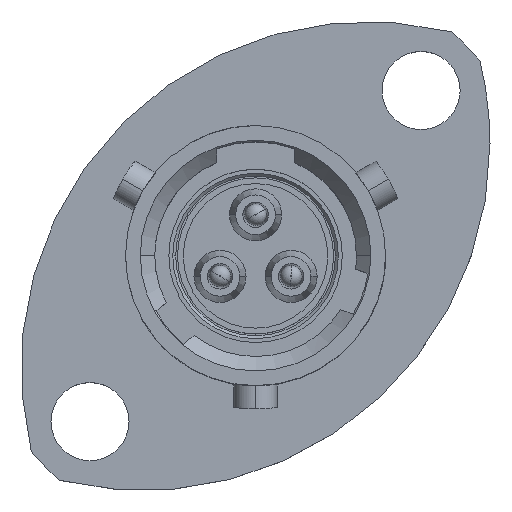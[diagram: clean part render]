
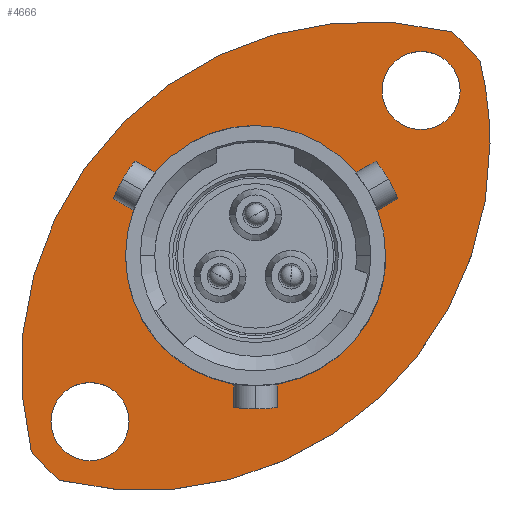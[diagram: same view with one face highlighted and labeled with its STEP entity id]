
A CAD part, top view. The second image highlights one B-rep face of the part: STEP entity #4666.
In plain terms, the highlighted planar face has unit normal (0, 0, 1).
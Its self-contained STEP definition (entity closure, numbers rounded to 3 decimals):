
#160 = FACE_OUTER_BOUND ( 'NONE', #10788, .T. ) ;
#267 = AXIS2_PLACEMENT_3D ( 'NONE', #10343, #4678, #11292 ) ;
#368 = DIRECTION ( 'NONE',  ( 1., 0., 0. ) ) ;
#571 = DIRECTION ( 'NONE',  ( 0., 0., -1. ) ) ;
#637 = DIRECTION ( 'NONE',  ( 1., 0., 0. ) ) ;
#690 = CARTESIAN_POINT ( 'NONE',  ( 4.378, 5.728, -9. ) ) ;
#813 = VERTEX_POINT ( 'NONE', #10728 ) ;
#1030 = EDGE_CURVE ( 'NONE', #7683, #813, #3763, .T. ) ;
#1217 = ORIENTED_EDGE ( 'NONE', *, *, #9887, .F. ) ;
#1452 = VERTEX_POINT ( 'NONE', #690 ) ;
#1768 = CARTESIAN_POINT ( 'NONE',  ( -5.728, -5.728, -9. ) ) ;
#1950 = VERTEX_POINT ( 'NONE', #5454 ) ;
#1952 = EDGE_CURVE ( 'NONE', #5348, #4290, #3665, .T. ) ;
#2037 = EDGE_CURVE ( 'NONE', #3485, #9956, #8868, .T. ) ;
#2088 = CARTESIAN_POINT ( 'NONE',  ( 8.111, 3.889, -9. ) ) ;
#2165 = AXIS2_PLACEMENT_3D ( 'NONE', #2734, #9416, #3690 ) ;
#2505 = ORIENTED_EDGE ( 'NONE', *, *, #9176, .T. ) ;
#2598 = CARTESIAN_POINT ( 'NONE',  ( -6.774, -7.759, -9. ) ) ;
#2708 = CIRCLE ( 'NONE', #3071, 12. ) ;
#2728 = ORIENTED_EDGE ( 'NONE', *, *, #2037, .F. ) ;
#2734 = CARTESIAN_POINT ( 'NONE',  ( 5.728, 5.728, -9. ) ) ;
#2749 = DIRECTION ( 'NONE',  ( 1., 0., 0. ) ) ;
#2761 = FACE_BOUND ( 'NONE', #6790, .T. ) ;
#3071 = AXIS2_PLACEMENT_3D ( 'NONE', #6378, #571, #7333 ) ;
#3101 = CARTESIAN_POINT ( 'NONE',  ( 4.5, 0., -9. ) ) ;
#3482 = CARTESIAN_POINT ( 'NONE',  ( 0., 0., -9. ) ) ;
#3485 = VERTEX_POINT ( 'NONE', #3101 ) ;
#3523 = DIRECTION ( 'NONE',  ( 0., 0., 1. ) ) ;
#3665 = CIRCLE ( 'NONE', #5068, 12. ) ;
#3674 = VERTEX_POINT ( 'NONE', #2598 ) ;
#3690 = DIRECTION ( 'NONE',  ( 1., 0., 0. ) ) ;
#3763 = CIRCLE ( 'NONE', #5673, 1.35 ) ;
#3794 = CIRCLE ( 'NONE', #2165, 1.35 ) ;
#3960 = AXIS2_PLACEMENT_3D ( 'NONE', #11819, #6171, #368 ) ;
#4102 = AXIS2_PLACEMENT_3D ( 'NONE', #9247, #3523, #10189 ) ;
#4185 = CARTESIAN_POINT ( 'NONE',  ( 7.078, 5.728, -9. ) ) ;
#4290 = VERTEX_POINT ( 'NONE', #9441 ) ;
#4472 = DIRECTION ( 'NONE',  ( 1., 0., 0. ) ) ;
#4490 = CARTESIAN_POINT ( 'NONE',  ( 0., 4.5, -9. ) ) ;
#4512 = CARTESIAN_POINT ( 'NONE',  ( 3.889, -3.889, -9. ) ) ;
#4666 = ADVANCED_FACE ( 'NONE', ( #2761, #10049, #5027, #160 ), #11061, .F. ) ;
#4678 = DIRECTION ( 'NONE',  ( 0., 0., 1. ) ) ;
#4698 = AXIS2_PLACEMENT_3D ( 'NONE', #5391, #11990, #6347 ) ;
#5027 = FACE_BOUND ( 'NONE', #9772, .T. ) ;
#5068 = AXIS2_PLACEMENT_3D ( 'NONE', #4512, #11128, #5494 ) ;
#5348 = VERTEX_POINT ( 'NONE', #9535 ) ;
#5391 = CARTESIAN_POINT ( 'NONE',  ( -5.728, -5.728, -9. ) ) ;
#5454 = CARTESIAN_POINT ( 'NONE',  ( 7.759, 6.774, -9. ) ) ;
#5476 = DIRECTION ( 'NONE',  ( -1., 0., 0. ) ) ;
#5494 = DIRECTION ( 'NONE',  ( 1., 0., 0. ) ) ;
#5506 = CARTESIAN_POINT ( 'NONE',  ( -4.5, 0., -9. ) ) ;
#5602 = CIRCLE ( 'NONE', #6099, 12. ) ;
#5646 = ORIENTED_EDGE ( 'NONE', *, *, #11880, .T. ) ;
#5673 = AXIS2_PLACEMENT_3D ( 'NONE', #1768, #8448, #2749 ) ;
#5681 = CARTESIAN_POINT ( 'NONE',  ( 0., 0., -9. ) ) ;
#5703 = EDGE_CURVE ( 'NONE', #1950, #10287, #5602, .T. ) ;
#5872 = CIRCLE ( 'NONE', #3960, 1.35 ) ;
#5879 = ORIENTED_EDGE ( 'NONE', *, *, #9488, .F. ) ;
#6099 = AXIS2_PLACEMENT_3D ( 'NONE', #12084, #6446, #637 ) ;
#6171 = DIRECTION ( 'NONE',  ( 0., 0., 1. ) ) ;
#6272 = ORIENTED_EDGE ( 'NONE', *, *, #6805, .F. ) ;
#6347 = DIRECTION ( 'NONE',  ( 1., 0., 0. ) ) ;
#6378 = CARTESIAN_POINT ( 'NONE',  ( -3.889, 3.889, -9. ) ) ;
#6446 = DIRECTION ( 'NONE',  ( 0., 0., -1. ) ) ;
#6520 = CIRCLE ( 'NONE', #8020, 10.3 ) ;
#6633 = DIRECTION ( 'NONE',  ( 1., 0., 0. ) ) ;
#6790 = EDGE_LOOP ( 'NONE', ( #11864, #5879 ) ) ;
#6805 = EDGE_CURVE ( 'NONE', #9956, #3485, #10234, .T. ) ;
#7287 = ORIENTED_EDGE ( 'NONE', *, *, #1952, .F. ) ;
#7333 = DIRECTION ( 'NONE',  ( 1., 0., 0. ) ) ;
#7683 = VERTEX_POINT ( 'NONE', #9114 ) ;
#7792 = EDGE_CURVE ( 'NONE', #1452, #11404, #3794, .T. ) ;
#8020 = AXIS2_PLACEMENT_3D ( 'NONE', #5681, #12270, #6633 ) ;
#8448 = DIRECTION ( 'NONE',  ( 0., 0., 1. ) ) ;
#8868 = CIRCLE ( 'NONE', #267, 4.5 ) ;
#9114 = CARTESIAN_POINT ( 'NONE',  ( -4.378, -5.728, -9. ) ) ;
#9176 = EDGE_CURVE ( 'NONE', #5348, #3674, #10251, .T. ) ;
#9247 = CARTESIAN_POINT ( 'NONE',  ( 0., 0., -9. ) ) ;
#9416 = DIRECTION ( 'NONE',  ( 0., 0., 1. ) ) ;
#9441 = CARTESIAN_POINT ( 'NONE',  ( 6.774, 7.759, -9. ) ) ;
#9488 = EDGE_CURVE ( 'NONE', #813, #7683, #12043, .T. ) ;
#9535 = CARTESIAN_POINT ( 'NONE',  ( -7.759, -6.774, -9. ) ) ;
#9772 = EDGE_LOOP ( 'NONE', ( #2728, #6272 ) ) ;
#9777 = EDGE_CURVE ( 'NONE', #11404, #1452, #5872, .T. ) ;
#9809 = ORIENTED_EDGE ( 'NONE', *, *, #5703, .F. ) ;
#9887 = EDGE_CURVE ( 'NONE', #10287, #3674, #2708, .T. ) ;
#9956 = VERTEX_POINT ( 'NONE', #5506 ) ;
#10049 = FACE_BOUND ( 'NONE', #11731, .T. ) ;
#10143 = DIRECTION ( 'NONE',  ( 0., 0., 1. ) ) ;
#10189 = DIRECTION ( 'NONE',  ( 1., 0., 0. ) ) ;
#10234 = CIRCLE ( 'NONE', #4102, 4.5 ) ;
#10244 = AXIS2_PLACEMENT_3D ( 'NONE', #3482, #10143, #4472 ) ;
#10251 = CIRCLE ( 'NONE', #10244, 10.3 ) ;
#10287 = VERTEX_POINT ( 'NONE', #2088 ) ;
#10343 = CARTESIAN_POINT ( 'NONE',  ( 0., 0., -9. ) ) ;
#10728 = CARTESIAN_POINT ( 'NONE',  ( -7.078, -5.728, -9. ) ) ;
#10788 = EDGE_LOOP ( 'NONE', ( #2505, #1217, #9809, #5646, #7287 ) ) ;
#10971 = ORIENTED_EDGE ( 'NONE', *, *, #7792, .F. ) ;
#11061 = PLANE ( 'NONE',  #12406 ) ;
#11105 = DIRECTION ( 'NONE',  ( 0., 0., -1. ) ) ;
#11128 = DIRECTION ( 'NONE',  ( 0., 0., -1. ) ) ;
#11292 = DIRECTION ( 'NONE',  ( 1., 0., 0. ) ) ;
#11404 = VERTEX_POINT ( 'NONE', #4185 ) ;
#11731 = EDGE_LOOP ( 'NONE', ( #11869, #10971 ) ) ;
#11819 = CARTESIAN_POINT ( 'NONE',  ( 5.728, 5.728, -9. ) ) ;
#11864 = ORIENTED_EDGE ( 'NONE', *, *, #1030, .F. ) ;
#11869 = ORIENTED_EDGE ( 'NONE', *, *, #9777, .F. ) ;
#11880 = EDGE_CURVE ( 'NONE', #1950, #4290, #6520, .T. ) ;
#11990 = DIRECTION ( 'NONE',  ( 0., 0., 1. ) ) ;
#12043 = CIRCLE ( 'NONE', #4698, 1.35 ) ;
#12084 = CARTESIAN_POINT ( 'NONE',  ( -3.889, 3.889, -9. ) ) ;
#12270 = DIRECTION ( 'NONE',  ( 0., 0., 1. ) ) ;
#12406 = AXIS2_PLACEMENT_3D ( 'NONE', #4490, #11105, #5476 ) ;
